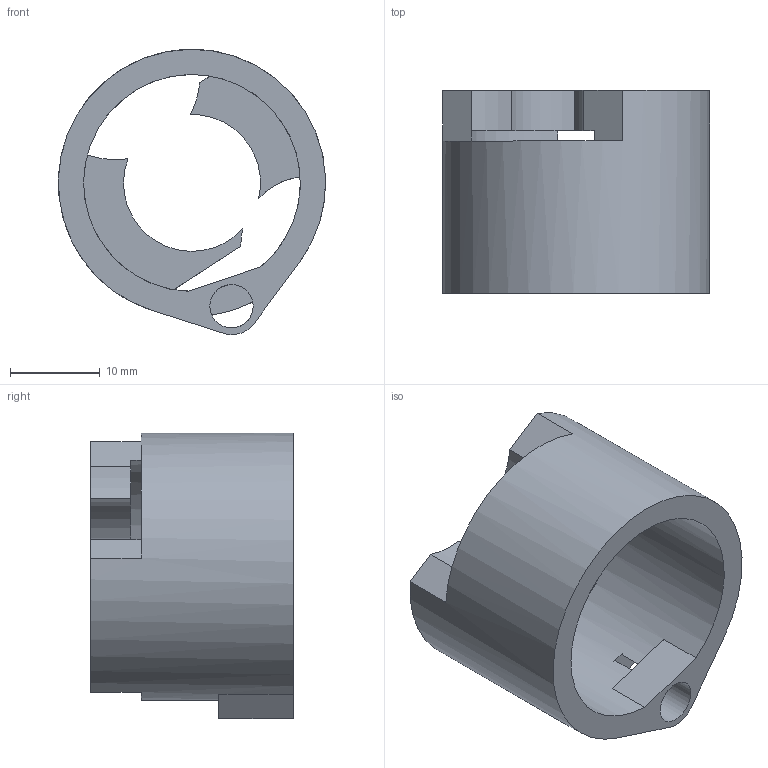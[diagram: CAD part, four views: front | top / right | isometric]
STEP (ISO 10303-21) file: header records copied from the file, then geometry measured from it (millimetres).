
FILE_DESCRIPTION(/* description */ (''),/* implementation_level */ '2;1');
FILE_NAME(/* name */ 'Periscope Stabalizer for Roller Limit Switch v1.step',/* time_stamp */ '2022-04-06T19:47:15-04:00',/* author */ (''),/* organization */ (''),/* preprocessor_version */ 'ST-DEVELOPER v18.1',/* originating_system */ 'Autodesk Translation Framework v10.14.0.1471',/* authorisation */ '');
FILE_SCHEMA (('AUTOMOTIVE_DESIGN { 1 0 10303 214 3 1 1 }'));
Length unit declared in the file: inch
Products named in the file (1): Periscope Stabalizer for Roller Limit Switch
Bounding box: 29.72 x 22.56 x 31.76 mm (x, y, z)
Volume: 5180.5 mm3; surface area: 4544.5 mm2
Topology: 1 solids, 1 shells, 30 faces, 92 edges, 62 vertices
Faces by surface type: plane 18, cylinder 12
Full cylindrical faces by diameter (mm): 4.826 x3, 24.13 x1, 29.743 x1
Entity records: 1104 total; most frequent: DIRECTION 199, CARTESIAN_POINT 185, ORIENTED_EDGE 184, EDGE_CURVE 92, AXIS2_PLACEMENT_3D 76, VERTEX_POINT 62, LINE 47, VECTOR 47
